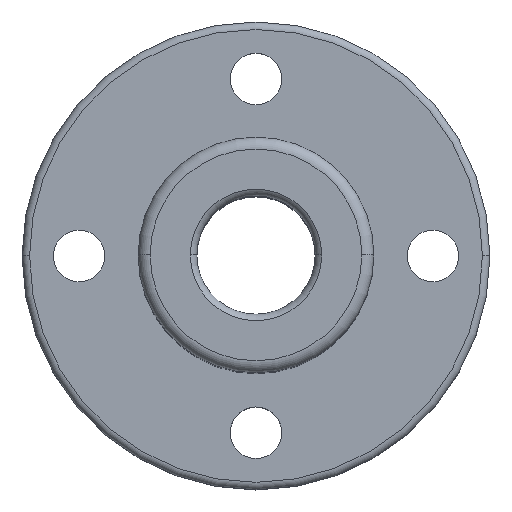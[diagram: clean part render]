
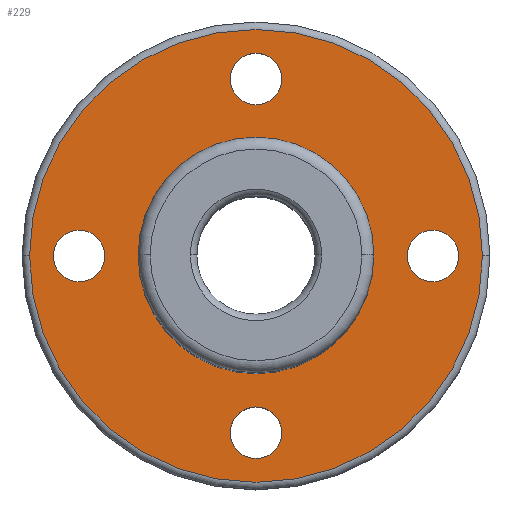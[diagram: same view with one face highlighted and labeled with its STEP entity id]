
A CAD part, top view. The second image highlights one B-rep face of the part: STEP entity #229.
In plain terms, the highlighted planar face has unit normal (0, 0, 1).
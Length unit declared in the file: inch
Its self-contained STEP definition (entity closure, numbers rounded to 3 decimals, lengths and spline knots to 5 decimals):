
#9 = CARTESIAN_POINT ( 'NONE',  ( 0.47245, 0., 0.31 ) ) ;
#73 = VERTEX_POINT ( 'NONE', #2630 ) ;
#90 = DIRECTION ( 'NONE',  ( 0., 0., -1. ) ) ;
#95 = CIRCLE ( 'NONE', #1877, 0.0689 ) ;
#98 = DIRECTION ( 'NONE',  ( 0., 0., -1. ) ) ;
#105 = AXIS2_PLACEMENT_3D ( 'NONE', #1182, #2010, #2223 ) ;
#134 = ORIENTED_EDGE ( 'NONE', *, *, #290, .T. ) ;
#145 = AXIS2_PLACEMENT_3D ( 'NONE', #2207, #2232, #1549 ) ;
#146 = EDGE_CURVE ( 'NONE', #2348, #73, #1878, .T. ) ;
#150 = ORIENTED_EDGE ( 'NONE', *, *, #634, .F. ) ;
#156 = CARTESIAN_POINT ( 'NONE',  ( 0.3148, 0., 0.31 ) ) ;
#229 = ADVANCED_FACE ( 'NONE', ( #595, #2093, #1445, #820, #1630, #2107 ), #1780, .F. ) ;
#261 = DIRECTION ( 'NONE',  ( -1., 0., 0. ) ) ;
#279 = AXIS2_PLACEMENT_3D ( 'NONE', #1322, #2202, #554 ) ;
#290 = EDGE_CURVE ( 'NONE', #777, #2030, #501, .T. ) ;
#299 = DIRECTION ( 'NONE',  ( -1., 0., 0. ) ) ;
#309 = ORIENTED_EDGE ( 'NONE', *, *, #1998, .T. ) ;
#374 = DIRECTION ( 'NONE',  ( 0., 0., -1. ) ) ;
#379 = CARTESIAN_POINT ( 'NONE',  ( -0.47245, 0.0689, 0.31 ) ) ;
#501 = CIRCLE ( 'NONE', #279, 0.0689 ) ;
#505 = CARTESIAN_POINT ( 'NONE',  ( 0.47245, -0.0689, 0.31 ) ) ;
#541 = CARTESIAN_POINT ( 'NONE',  ( 0., 0., 0.31 ) ) ;
#554 = DIRECTION ( 'NONE',  ( 1., 0., 0. ) ) ;
#595 = FACE_BOUND ( 'NONE', #2497, .T. ) ;
#628 = DIRECTION ( 'NONE',  ( 0., 0., 1. ) ) ;
#630 = AXIS2_PLACEMENT_3D ( 'NONE', #2729, #628, #2538 ) ;
#634 = EDGE_CURVE ( 'NONE', #73, #2348, #2513, .T. ) ;
#648 = EDGE_CURVE ( 'NONE', #825, #1099, #935, .T. ) ;
#651 = EDGE_CURVE ( 'NONE', #1580, #992, #95, .T. ) ;
#667 = AXIS2_PLACEMENT_3D ( 'NONE', #2227, #792, #2519 ) ;
#697 = EDGE_LOOP ( 'NONE', ( #2356, #2555 ) ) ;
#777 = VERTEX_POINT ( 'NONE', #1275 ) ;
#792 = DIRECTION ( 'NONE',  ( 0., 0., 1. ) ) ;
#808 = EDGE_LOOP ( 'NONE', ( #980, #134 ) ) ;
#820 = FACE_BOUND ( 'NONE', #1634, .T. ) ;
#825 = VERTEX_POINT ( 'NONE', #379 ) ;
#848 = DIRECTION ( 'NONE',  ( 0., 0., -1. ) ) ;
#884 = CARTESIAN_POINT ( 'NONE',  ( 0.0689, -0.47245, 0.31 ) ) ;
#897 = ORIENTED_EDGE ( 'NONE', *, *, #1175, .T. ) ;
#913 = EDGE_LOOP ( 'NONE', ( #309, #1473 ) ) ;
#920 = CARTESIAN_POINT ( 'NONE',  ( 0., 0.47245, 0.31 ) ) ;
#935 = CIRCLE ( 'NONE', #1196, 0.0689 ) ;
#941 = CIRCLE ( 'NONE', #145, 0.0689 ) ;
#980 = ORIENTED_EDGE ( 'NONE', *, *, #1094, .T. ) ;
#992 = VERTEX_POINT ( 'NONE', #505 ) ;
#1029 = CIRCLE ( 'NONE', #630, 0.60492 ) ;
#1053 = DIRECTION ( 'NONE',  ( 0., 1., 0. ) ) ;
#1073 = AXIS2_PLACEMENT_3D ( 'NONE', #9, #848, #1053 ) ;
#1078 = AXIS2_PLACEMENT_3D ( 'NONE', #2282, #374, #1158 ) ;
#1094 = EDGE_CURVE ( 'NONE', #2030, #777, #941, .T. ) ;
#1099 = VERTEX_POINT ( 'NONE', #2594 ) ;
#1155 = CIRCLE ( 'NONE', #1379, 0.0689 ) ;
#1158 = DIRECTION ( 'NONE',  ( 0., -1., 0. ) ) ;
#1174 = VERTEX_POINT ( 'NONE', #2008 ) ;
#1175 = EDGE_CURVE ( 'NONE', #1174, #2278, #1155, .T. ) ;
#1182 = CARTESIAN_POINT ( 'NONE',  ( 0., 0.47245, 0.31 ) ) ;
#1196 = AXIS2_PLACEMENT_3D ( 'NONE', #2089, #1421, #2716 ) ;
#1275 = CARTESIAN_POINT ( 'NONE',  ( -0.0689, -0.47245, 0.31 ) ) ;
#1311 = VERTEX_POINT ( 'NONE', #2542 ) ;
#1322 = CARTESIAN_POINT ( 'NONE',  ( 0., -0.47245, 0.31 ) ) ;
#1336 = CARTESIAN_POINT ( 'NONE',  ( 0.47245, 0.0689, 0.31 ) ) ;
#1379 = AXIS2_PLACEMENT_3D ( 'NONE', #920, #90, #261 ) ;
#1390 = AXIS2_PLACEMENT_3D ( 'NONE', #1861, #1876, #1711 ) ;
#1413 = ORIENTED_EDGE ( 'NONE', *, *, #2186, .T. ) ;
#1417 = EDGE_LOOP ( 'NONE', ( #1536, #150 ) ) ;
#1421 = DIRECTION ( 'NONE',  ( 0., 0., -1. ) ) ;
#1445 = FACE_BOUND ( 'NONE', #697, .T. ) ;
#1473 = ORIENTED_EDGE ( 'NONE', *, *, #1968, .T. ) ;
#1486 = CARTESIAN_POINT ( 'NONE',  ( -0.60492, 0., 0.31 ) ) ;
#1536 = ORIENTED_EDGE ( 'NONE', *, *, #146, .F. ) ;
#1549 = DIRECTION ( 'NONE',  ( 1., 0., 0. ) ) ;
#1580 = VERTEX_POINT ( 'NONE', #1336 ) ;
#1606 = DIRECTION ( 'NONE',  ( 0., 0., 1. ) ) ;
#1630 = FACE_OUTER_BOUND ( 'NONE', #913, .T. ) ;
#1634 = EDGE_LOOP ( 'NONE', ( #1722, #897 ) ) ;
#1711 = DIRECTION ( 'NONE',  ( 1., 0., 0. ) ) ;
#1722 = ORIENTED_EDGE ( 'NONE', *, *, #2096, .T. ) ;
#1757 = CIRCLE ( 'NONE', #1390, 0.60492 ) ;
#1780 = PLANE ( 'NONE',  #2467 ) ;
#1830 = AXIS2_PLACEMENT_3D ( 'NONE', #2644, #1606, #2285 ) ;
#1861 = CARTESIAN_POINT ( 'NONE',  ( 0., 0., 0.31 ) ) ;
#1876 = DIRECTION ( 'NONE',  ( 0., 0., 1. ) ) ;
#1877 = AXIS2_PLACEMENT_3D ( 'NONE', #2502, #2691, #2268 ) ;
#1878 = CIRCLE ( 'NONE', #1830, 0.3148 ) ;
#1968 = EDGE_CURVE ( 'NONE', #2392, #1311, #1757, .T. ) ;
#1998 = EDGE_CURVE ( 'NONE', #1311, #2392, #1029, .T. ) ;
#2008 = CARTESIAN_POINT ( 'NONE',  ( 0.0689, 0.47245, 0.31 ) ) ;
#2010 = DIRECTION ( 'NONE',  ( 0., 0., -1. ) ) ;
#2030 = VERTEX_POINT ( 'NONE', #884 ) ;
#2089 = CARTESIAN_POINT ( 'NONE',  ( -0.47245, 0., 0.31 ) ) ;
#2093 = FACE_BOUND ( 'NONE', #808, .T. ) ;
#2096 = EDGE_CURVE ( 'NONE', #2278, #1174, #2737, .T. ) ;
#2107 = FACE_BOUND ( 'NONE', #1417, .T. ) ;
#2186 = EDGE_CURVE ( 'NONE', #992, #1580, #2298, .T. ) ;
#2202 = DIRECTION ( 'NONE',  ( 0., 0., -1. ) ) ;
#2207 = CARTESIAN_POINT ( 'NONE',  ( 0., -0.47245, 0.31 ) ) ;
#2223 = DIRECTION ( 'NONE',  ( -1., 0., 0. ) ) ;
#2227 = CARTESIAN_POINT ( 'NONE',  ( 0., 0., 0.31 ) ) ;
#2232 = DIRECTION ( 'NONE',  ( 0., 0., -1. ) ) ;
#2257 = CIRCLE ( 'NONE', #1078, 0.0689 ) ;
#2268 = DIRECTION ( 'NONE',  ( 0., 1., 0. ) ) ;
#2273 = EDGE_CURVE ( 'NONE', #1099, #825, #2257, .T. ) ;
#2278 = VERTEX_POINT ( 'NONE', #2505 ) ;
#2282 = CARTESIAN_POINT ( 'NONE',  ( -0.47245, 0., 0.31 ) ) ;
#2285 = DIRECTION ( 'NONE',  ( 1., 0., 0. ) ) ;
#2298 = CIRCLE ( 'NONE', #1073, 0.0689 ) ;
#2348 = VERTEX_POINT ( 'NONE', #156 ) ;
#2356 = ORIENTED_EDGE ( 'NONE', *, *, #2273, .T. ) ;
#2392 = VERTEX_POINT ( 'NONE', #1486 ) ;
#2467 = AXIS2_PLACEMENT_3D ( 'NONE', #541, #98, #299 ) ;
#2497 = EDGE_LOOP ( 'NONE', ( #2714, #1413 ) ) ;
#2502 = CARTESIAN_POINT ( 'NONE',  ( 0.47245, 0., 0.31 ) ) ;
#2505 = CARTESIAN_POINT ( 'NONE',  ( -0.0689, 0.47245, 0.31 ) ) ;
#2513 = CIRCLE ( 'NONE', #667, 0.3148 ) ;
#2519 = DIRECTION ( 'NONE',  ( 1., 0., 0. ) ) ;
#2538 = DIRECTION ( 'NONE',  ( 1., 0., 0. ) ) ;
#2542 = CARTESIAN_POINT ( 'NONE',  ( 0.60492, 0., 0.31 ) ) ;
#2555 = ORIENTED_EDGE ( 'NONE', *, *, #648, .T. ) ;
#2594 = CARTESIAN_POINT ( 'NONE',  ( -0.47245, -0.0689, 0.31 ) ) ;
#2630 = CARTESIAN_POINT ( 'NONE',  ( -0.3148, 0., 0.31 ) ) ;
#2644 = CARTESIAN_POINT ( 'NONE',  ( 0., 0., 0.31 ) ) ;
#2691 = DIRECTION ( 'NONE',  ( 0., 0., -1. ) ) ;
#2714 = ORIENTED_EDGE ( 'NONE', *, *, #651, .T. ) ;
#2716 = DIRECTION ( 'NONE',  ( 0., -1., 0. ) ) ;
#2729 = CARTESIAN_POINT ( 'NONE',  ( 0., 0., 0.31 ) ) ;
#2737 = CIRCLE ( 'NONE', #105, 0.0689 ) ;
